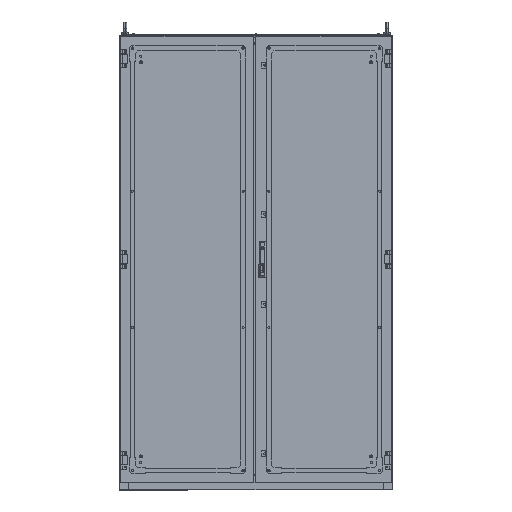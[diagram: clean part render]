
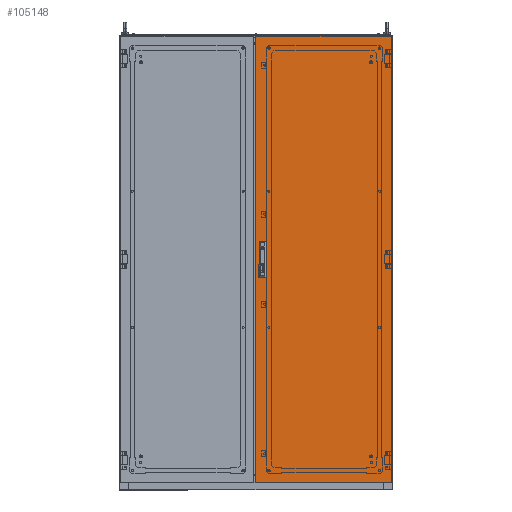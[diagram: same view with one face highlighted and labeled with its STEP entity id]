
A CAD part, top view. The second image highlights one B-rep face of the part: STEP entity #105148.
In plain terms, the highlighted planar face has unit normal (0, 0, 1).
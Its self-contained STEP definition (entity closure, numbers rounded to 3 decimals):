
#1948 = EDGE_CURVE ( 'NONE', #29470, #210280, #52521, .T. ) ;
#3848 = DIRECTION ( 'NONE',  ( 0., 1., 0. ) ) ;
#5355 = VECTOR ( 'NONE', #66815, 1000. ) ;
#8131 = VERTEX_POINT ( 'NONE', #132176 ) ;
#8903 = VERTEX_POINT ( 'NONE', #20862 ) ;
#10594 = DIRECTION ( 'NONE',  ( 0., 0., 1. ) ) ;
#10846 = VERTEX_POINT ( 'NONE', #34176 ) ;
#15391 = EDGE_CURVE ( 'NONE', #8131, #29470, #82126, .T. ) ;
#16146 = LINE ( 'NONE', #47079, #90428 ) ;
#17346 = CARTESIAN_POINT ( 'NONE',  ( -3., 997., 0. ) ) ;
#18206 = CARTESIAN_POINT ( 'NONE',  ( -3., 997., 0. ) ) ;
#19309 = CARTESIAN_POINT ( 'NONE',  ( 41.5, 38.5, 0. ) ) ;
#20862 = CARTESIAN_POINT ( 'NONE',  ( 41.5, 38.5, 0. ) ) ;
#21844 = VERTEX_POINT ( 'NONE', #176048 ) ;
#25570 = CARTESIAN_POINT ( 'NONE',  ( 597., 997., 0. ) ) ;
#26036 = CARTESIAN_POINT ( 'NONE',  ( 16.5, -61.5, 0. ) ) ;
#27170 = PLANE ( 'NONE',  #67644 ) ;
#28255 = FACE_OUTER_BOUND ( 'NONE', #161220, .T. ) ;
#29470 = VERTEX_POINT ( 'NONE', #26036 ) ;
#29790 = CARTESIAN_POINT ( 'NONE',  ( 41.5, 88.5, 0. ) ) ;
#34176 = CARTESIAN_POINT ( 'NONE',  ( -3., 997., 0. ) ) ;
#35074 = LINE ( 'NONE', #218254, #119026 ) ;
#41191 = DIRECTION ( 'NONE',  ( -1., 0., 0. ) ) ;
#45806 = EDGE_CURVE ( 'NONE', #144928, #146384, #57801, .T. ) ;
#47079 = CARTESIAN_POINT ( 'NONE',  ( 41.5, -61.5, 0. ) ) ;
#48762 = ORIENTED_EDGE ( 'NONE', *, *, #142701, .T. ) ;
#49136 = CARTESIAN_POINT ( 'NONE',  ( 41.5, -61.5, 0. ) ) ;
#50874 = VERTEX_POINT ( 'NONE', #196465 ) ;
#52521 = LINE ( 'NONE', #100058, #90411 ) ;
#52840 = VECTOR ( 'NONE', #111030, 1000. ) ;
#54021 = DIRECTION ( 'NONE',  ( -1., 0., 0. ) ) ;
#57801 = LINE ( 'NONE', #29790, #205747 ) ;
#58903 = ORIENTED_EDGE ( 'NONE', *, *, #199854, .F. ) ;
#59225 = FACE_BOUND ( 'NONE', #101596, .T. ) ;
#65519 = DIRECTION ( 'NONE',  ( 1., 0., 0. ) ) ;
#65535 = CARTESIAN_POINT ( 'NONE',  ( 16.5, -61.5, 0. ) ) ;
#66815 = DIRECTION ( 'NONE',  ( 0., -1., 0. ) ) ;
#67644 = AXIS2_PLACEMENT_3D ( 'NONE', #196009, #10594, #180535 ) ;
#72760 = CARTESIAN_POINT ( 'NONE',  ( 41.5, -11.5, 0. ) ) ;
#73252 = EDGE_CURVE ( 'NONE', #146384, #21844, #35074, .T. ) ;
#73590 = VERTEX_POINT ( 'NONE', #192497 ) ;
#78832 = LINE ( 'NONE', #149356, #212824 ) ;
#82126 = LINE ( 'NONE', #65535, #150811 ) ;
#83517 = DIRECTION ( 'NONE',  ( 0., 1., 0. ) ) ;
#84646 = DIRECTION ( 'NONE',  ( 1., 0., 0. ) ) ;
#84745 = DIRECTION ( 'NONE',  ( -1., 0., 0. ) ) ;
#86132 = LINE ( 'NONE', #72760, #120087 ) ;
#87384 = VERTEX_POINT ( 'NONE', #215870 ) ;
#87827 = LINE ( 'NONE', #137391, #120833 ) ;
#90411 = VECTOR ( 'NONE', #84646, 1000. ) ;
#90428 = VECTOR ( 'NONE', #83517, 1000. ) ;
#93133 = EDGE_LOOP ( 'NONE', ( #197899, #58903, #110458, #118617 ) ) ;
#99832 = CARTESIAN_POINT ( 'NONE',  ( 16.5, 88.5, 0. ) ) ;
#100058 = CARTESIAN_POINT ( 'NONE',  ( 41.5, -61.5, 0. ) ) ;
#101183 = ORIENTED_EDGE ( 'NONE', *, *, #45806, .F. ) ;
#101368 = DIRECTION ( 'NONE',  ( 0., -1., 0. ) ) ;
#101596 = EDGE_LOOP ( 'NONE', ( #136736, #101183, #189897, #213778 ) ) ;
#105148 = ADVANCED_FACE ( 'NONE', ( #59225, #197114, #28255 ), #27170, .T. ) ;
#108969 = EDGE_CURVE ( 'NONE', #210280, #87384, #16146, .T. ) ;
#109050 = CARTESIAN_POINT ( 'NONE',  ( 41.5, 88.5, 0. ) ) ;
#110458 = ORIENTED_EDGE ( 'NONE', *, *, #108969, .F. ) ;
#111030 = DIRECTION ( 'NONE',  ( 1., 0., 0. ) ) ;
#111924 = ORIENTED_EDGE ( 'NONE', *, *, #213622, .T. ) ;
#112500 = EDGE_CURVE ( 'NONE', #21844, #8903, #78832, .T. ) ;
#113402 = EDGE_CURVE ( 'NONE', #10846, #50874, #132936, .T. ) ;
#118617 = ORIENTED_EDGE ( 'NONE', *, *, #1948, .F. ) ;
#119026 = VECTOR ( 'NONE', #101368, 1000. ) ;
#120087 = VECTOR ( 'NONE', #54021, 1000. ) ;
#120833 = VECTOR ( 'NONE', #3848, 1000. ) ;
#132176 = CARTESIAN_POINT ( 'NONE',  ( 16.5, -11.5, 0. ) ) ;
#132936 = LINE ( 'NONE', #18206, #5355 ) ;
#136736 = ORIENTED_EDGE ( 'NONE', *, *, #73252, .F. ) ;
#137391 = CARTESIAN_POINT ( 'NONE',  ( 597., 997., 0. ) ) ;
#142701 = EDGE_CURVE ( 'NONE', #73590, #154215, #87827, .T. ) ;
#144928 = VERTEX_POINT ( 'NONE', #109050 ) ;
#146384 = VERTEX_POINT ( 'NONE', #99832 ) ;
#149356 = CARTESIAN_POINT ( 'NONE',  ( 41.5, 38.5, 0. ) ) ;
#150811 = VECTOR ( 'NONE', #183580, 1000. ) ;
#151968 = LINE ( 'NONE', #17346, #196744 ) ;
#153651 = EDGE_CURVE ( 'NONE', #50874, #73590, #194867, .T. ) ;
#154215 = VERTEX_POINT ( 'NONE', #25570 ) ;
#161220 = EDGE_LOOP ( 'NONE', ( #184342, #210901, #48762, #111924 ) ) ;
#162898 = CARTESIAN_POINT ( 'NONE',  ( -3., -970., 0. ) ) ;
#168325 = LINE ( 'NONE', #19309, #209718 ) ;
#170415 = EDGE_CURVE ( 'NONE', #8903, #144928, #168325, .T. ) ;
#176048 = CARTESIAN_POINT ( 'NONE',  ( 16.5, 38.5, 0. ) ) ;
#180535 = DIRECTION ( 'NONE',  ( 1., 0., 0. ) ) ;
#183580 = DIRECTION ( 'NONE',  ( 0., -1., 0. ) ) ;
#184342 = ORIENTED_EDGE ( 'NONE', *, *, #113402, .T. ) ;
#189897 = ORIENTED_EDGE ( 'NONE', *, *, #170415, .F. ) ;
#192497 = CARTESIAN_POINT ( 'NONE',  ( 597., -970., 0. ) ) ;
#194867 = LINE ( 'NONE', #162898, #52840 ) ;
#196009 = CARTESIAN_POINT ( 'NONE',  ( 0., 0., 0. ) ) ;
#196465 = CARTESIAN_POINT ( 'NONE',  ( -3., -970., 0. ) ) ;
#196744 = VECTOR ( 'NONE', #84745, 1000. ) ;
#197114 = FACE_BOUND ( 'NONE', #93133, .T. ) ;
#197899 = ORIENTED_EDGE ( 'NONE', *, *, #15391, .F. ) ;
#199854 = EDGE_CURVE ( 'NONE', #87384, #8131, #86132, .T. ) ;
#202528 = DIRECTION ( 'NONE',  ( 0., 1., 0. ) ) ;
#205747 = VECTOR ( 'NONE', #41191, 1000. ) ;
#209718 = VECTOR ( 'NONE', #202528, 1000. ) ;
#210280 = VERTEX_POINT ( 'NONE', #49136 ) ;
#210901 = ORIENTED_EDGE ( 'NONE', *, *, #153651, .T. ) ;
#212824 = VECTOR ( 'NONE', #65519, 1000. ) ;
#213622 = EDGE_CURVE ( 'NONE', #154215, #10846, #151968, .T. ) ;
#213778 = ORIENTED_EDGE ( 'NONE', *, *, #112500, .F. ) ;
#215870 = CARTESIAN_POINT ( 'NONE',  ( 41.5, -11.5, 0. ) ) ;
#218254 = CARTESIAN_POINT ( 'NONE',  ( 16.5, 38.5, 0. ) ) ;
